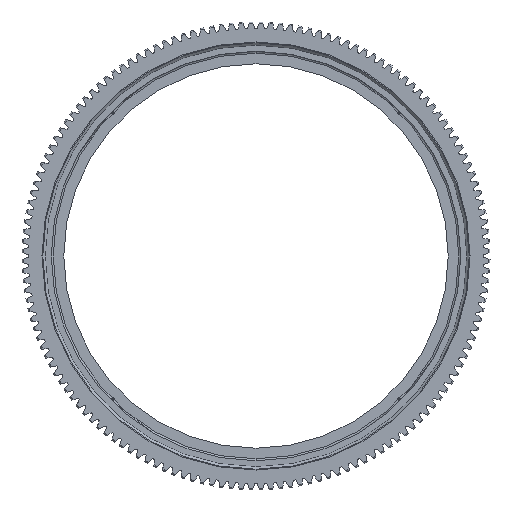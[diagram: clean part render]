
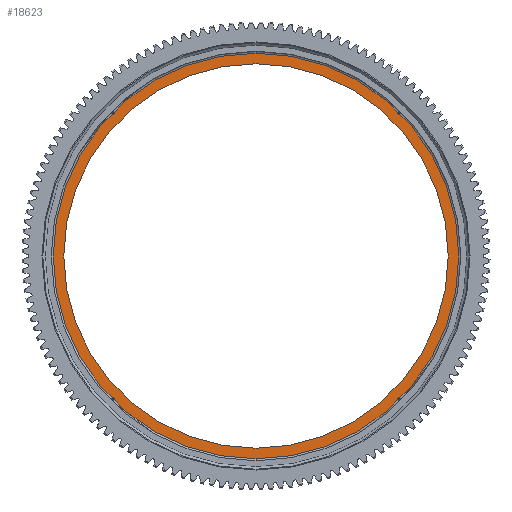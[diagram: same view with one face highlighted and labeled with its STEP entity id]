
A CAD part, front view. The second image highlights one B-rep face of the part: STEP entity #18623.
In plain terms, the highlighted planar face has unit normal (0, -1, 0).
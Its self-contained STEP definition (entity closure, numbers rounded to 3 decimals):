
#38 = FACE_BOUND ( 'NONE', #30815, .T. ) ;
#135 = VERTEX_POINT ( 'NONE', #9712 ) ;
#148 = CARTESIAN_POINT ( 'NONE',  ( 0., 16., 0. ) ) ;
#2917 = DIRECTION ( 'NONE',  ( 0., 0., 1. ) ) ;
#2976 = ORIENTED_EDGE ( 'NONE', *, *, #9904, .F. ) ;
#4138 = AXIS2_PLACEMENT_3D ( 'NONE', #148, #19338, #2917 ) ;
#6234 = CIRCLE ( 'NONE', #4138, 492. ) ;
#8871 = DIRECTION ( 'NONE',  ( 0., 0., 1. ) ) ;
#8988 = DIRECTION ( 'NONE',  ( 0., 1., 0. ) ) ;
#9105 = PLANE ( 'NONE',  #22985 ) ;
#9712 = CARTESIAN_POINT ( 'NONE',  ( 0., 16., -519. ) ) ;
#9904 = EDGE_CURVE ( 'NONE', #33578, #31462, #30260, .T. ) ;
#10904 = CARTESIAN_POINT ( 'NONE',  ( 0., 16., 462. ) ) ;
#11314 = CIRCLE ( 'NONE', #31585, 519. ) ;
#12938 = EDGE_LOOP ( 'NONE', ( #17696, #21175 ) ) ;
#14166 = AXIS2_PLACEMENT_3D ( 'NONE', #16291, #16188, #16074 ) ;
#15986 = EDGE_CURVE ( 'NONE', #135, #20320, #11314, .T. ) ;
#16074 = DIRECTION ( 'NONE',  ( 0., 0., 1. ) ) ;
#16188 = DIRECTION ( 'NONE',  ( 0., -1., 0. ) ) ;
#16291 = CARTESIAN_POINT ( 'NONE',  ( 0., 16., 0. ) ) ;
#17070 = EDGE_CURVE ( 'NONE', #20320, #135, #34404, .T. ) ;
#17696 = ORIENTED_EDGE ( 'NONE', *, *, #17070, .T. ) ;
#18623 = ADVANCED_FACE ( 'NONE', ( #28331, #38 ), #9105, .F. ) ;
#19246 = CARTESIAN_POINT ( 'NONE',  ( 0., 16., -492. ) ) ;
#19338 = DIRECTION ( 'NONE',  ( 0., -1., 0. ) ) ;
#19723 = DIRECTION ( 'NONE',  ( 0., 0., 1. ) ) ;
#19765 = DIRECTION ( 'NONE',  ( 0., -1., 0. ) ) ;
#19847 = CARTESIAN_POINT ( 'NONE',  ( 0., 16., 0. ) ) ;
#20320 = VERTEX_POINT ( 'NONE', #26260 ) ;
#21175 = ORIENTED_EDGE ( 'NONE', *, *, #15986, .T. ) ;
#22985 = AXIS2_PLACEMENT_3D ( 'NONE', #10904, #8988, #8871 ) ;
#24503 = CARTESIAN_POINT ( 'NONE',  ( 0., 16., 492. ) ) ;
#25048 = EDGE_CURVE ( 'NONE', #31462, #33578, #6234, .T. ) ;
#26260 = CARTESIAN_POINT ( 'NONE',  ( 0., 16., 519. ) ) ;
#27909 = DIRECTION ( 'NONE',  ( 0., -1., 0. ) ) ;
#28029 = DIRECTION ( 'NONE',  ( 0., 0., 1. ) ) ;
#28260 = CARTESIAN_POINT ( 'NONE',  ( 0., 16., 0. ) ) ;
#28331 = FACE_OUTER_BOUND ( 'NONE', #12938, .T. ) ;
#30260 = CIRCLE ( 'NONE', #32241, 492. ) ;
#30815 = EDGE_LOOP ( 'NONE', ( #35187, #2976 ) ) ;
#31462 = VERTEX_POINT ( 'NONE', #24503 ) ;
#31585 = AXIS2_PLACEMENT_3D ( 'NONE', #28260, #27909, #28029 ) ;
#32241 = AXIS2_PLACEMENT_3D ( 'NONE', #19847, #19765, #19723 ) ;
#33578 = VERTEX_POINT ( 'NONE', #19246 ) ;
#34404 = CIRCLE ( 'NONE', #14166, 519. ) ;
#35187 = ORIENTED_EDGE ( 'NONE', *, *, #25048, .F. ) ;
